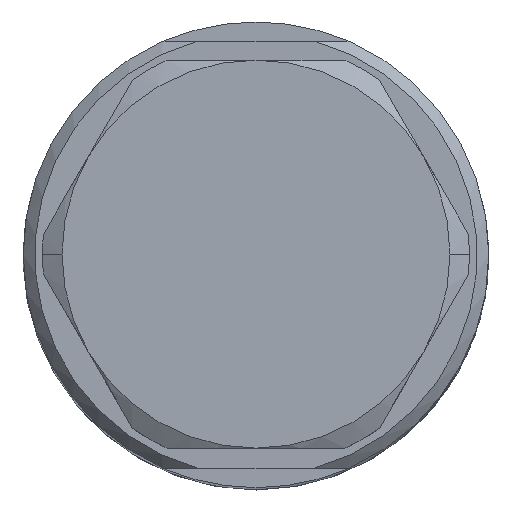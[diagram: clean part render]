
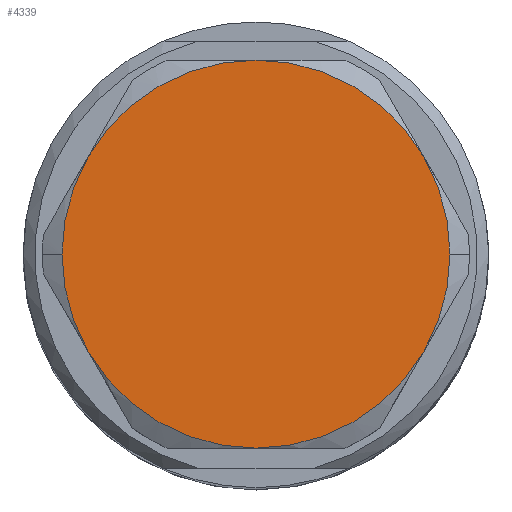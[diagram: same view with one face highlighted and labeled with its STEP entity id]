
A CAD part, top view. The second image highlights one B-rep face of the part: STEP entity #4339.
In plain terms, the highlighted planar face has unit normal (0, 0, 1).
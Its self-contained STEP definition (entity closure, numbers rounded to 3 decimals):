
#4188=AXIS2_PLACEMENT_3D('Circle Axis2P3D',#4186,#4187,$) ;
#4205=AXIS2_PLACEMENT_3D('Circle Axis2P3D',#4203,#4204,$) ;
#4222=AXIS2_PLACEMENT_3D('Circle Axis2P3D',#4220,#4221,$) ;
#4246=AXIS2_PLACEMENT_3D('Circle Axis2P3D',#4244,#4245,$) ;
#4263=AXIS2_PLACEMENT_3D('Circle Axis2P3D',#4261,#4262,$) ;
#4280=AXIS2_PLACEMENT_3D('Circle Axis2P3D',#4278,#4279,$) ;
#4297=AXIS2_PLACEMENT_3D('Circle Axis2P3D',#4295,#4296,$) ;
#4314=AXIS2_PLACEMENT_3D('Circle Axis2P3D',#4312,#4313,$) ;
#4327=AXIS2_PLACEMENT_3D('Plane Axis2P3D',#4324,#4325,#4326) ;
#3766=CARTESIAN_POINT('Vertex',(1.67,8.5,45.2)) ;
#3833=CARTESIAN_POINT('Vertex',(6.,11.,45.2)) ;
#3895=CARTESIAN_POINT('Vertex',(10.33,8.5,45.2)) ;
#3983=CARTESIAN_POINT('Vertex',(10.33,3.5,45.2)) ;
#4045=CARTESIAN_POINT('Vertex',(6.,1.,45.2)) ;
#4107=CARTESIAN_POINT('Vertex',(1.67,3.5,45.2)) ;
#4183=CARTESIAN_POINT('Vertex',(1.,6.,45.2)) ;
#4186=CARTESIAN_POINT('Axis2P3D Location',(6.,6.,45.2)) ;
#4203=CARTESIAN_POINT('Axis2P3D Location',(6.,6.,45.2)) ;
#4220=CARTESIAN_POINT('Axis2P3D Location',(6.,6.,45.2)) ;
#4241=CARTESIAN_POINT('Vertex',(11.,6.,45.2)) ;
#4244=CARTESIAN_POINT('Axis2P3D Location',(6.,6.,45.2)) ;
#4261=CARTESIAN_POINT('Axis2P3D Location',(6.,6.,45.2)) ;
#4278=CARTESIAN_POINT('Axis2P3D Location',(6.,6.,45.2)) ;
#4295=CARTESIAN_POINT('Axis2P3D Location',(6.,6.,45.2)) ;
#4312=CARTESIAN_POINT('Axis2P3D Location',(6.,6.,45.2)) ;
#4324=CARTESIAN_POINT('Axis2P3D Location',(6.,6.,45.2)) ;
#4187=DIRECTION('Axis2P3D Direction',(0.,0.,-1.)) ;
#4204=DIRECTION('Axis2P3D Direction',(0.,0.,-1.)) ;
#4221=DIRECTION('Axis2P3D Direction',(0.,0.,-1.)) ;
#4245=DIRECTION('Axis2P3D Direction',(0.,0.,-1.)) ;
#4262=DIRECTION('Axis2P3D Direction',(0.,0.,-1.)) ;
#4279=DIRECTION('Axis2P3D Direction',(0.,0.,-1.)) ;
#4296=DIRECTION('Axis2P3D Direction',(0.,0.,-1.)) ;
#4313=DIRECTION('Axis2P3D Direction',(0.,0.,-1.)) ;
#4325=DIRECTION('Axis2P3D Direction',(0.,0.,1.)) ;
#4326=DIRECTION('Axis2P3D XDirection',(1.,0.,0.)) ;
#4330=ORIENTED_EDGE('',*,*,#4224,.T.) ;
#4331=ORIENTED_EDGE('',*,*,#4207,.T.) ;
#4332=ORIENTED_EDGE('',*,*,#4190,.T.) ;
#4333=ORIENTED_EDGE('',*,*,#4316,.T.) ;
#4334=ORIENTED_EDGE('',*,*,#4299,.T.) ;
#4335=ORIENTED_EDGE('',*,*,#4282,.T.) ;
#4336=ORIENTED_EDGE('',*,*,#4265,.T.) ;
#4337=ORIENTED_EDGE('',*,*,#4248,.T.) ;
#4339=ADVANCED_FACE('Hauptkoerper',(#4338),#4328,.T.) ;
#4189=CIRCLE('generated circle',#4188,5.) ;
#4206=CIRCLE('generated circle',#4205,5.) ;
#4223=CIRCLE('generated circle',#4222,5.) ;
#4247=CIRCLE('generated circle',#4246,5.) ;
#4264=CIRCLE('generated circle',#4263,5.) ;
#4281=CIRCLE('generated circle',#4280,5.) ;
#4298=CIRCLE('generated circle',#4297,5.) ;
#4315=CIRCLE('generated circle',#4314,5.) ;
#4190=EDGE_CURVE('',#3767,#4184,#4189,.F.) ;
#4207=EDGE_CURVE('',#3834,#3767,#4206,.F.) ;
#4224=EDGE_CURVE('',#3896,#3834,#4223,.F.) ;
#4248=EDGE_CURVE('',#4242,#3896,#4247,.F.) ;
#4265=EDGE_CURVE('',#3984,#4242,#4264,.F.) ;
#4282=EDGE_CURVE('',#4046,#3984,#4281,.F.) ;
#4299=EDGE_CURVE('',#4108,#4046,#4298,.F.) ;
#4316=EDGE_CURVE('',#4184,#4108,#4315,.F.) ;
#4329=EDGE_LOOP('',(#4330,#4331,#4332,#4333,#4334,#4335,#4336,#4337)) ;
#4338=FACE_OUTER_BOUND('',#4329,.T.) ;
#4328=PLANE('',#4327) ;
#3767=VERTEX_POINT('',#3766) ;
#3834=VERTEX_POINT('',#3833) ;
#3896=VERTEX_POINT('',#3895) ;
#3984=VERTEX_POINT('',#3983) ;
#4046=VERTEX_POINT('',#4045) ;
#4108=VERTEX_POINT('',#4107) ;
#4184=VERTEX_POINT('',#4183) ;
#4242=VERTEX_POINT('',#4241) ;
